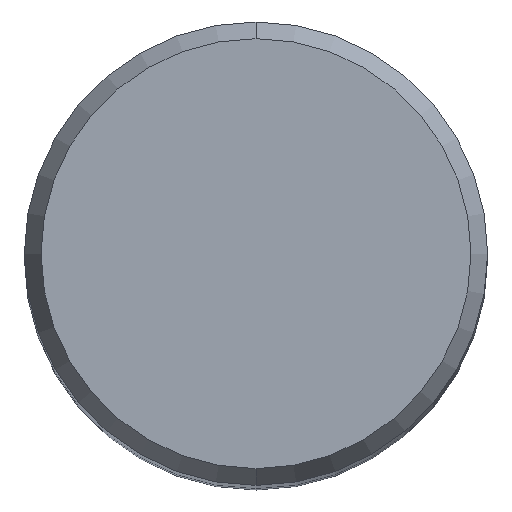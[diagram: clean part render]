
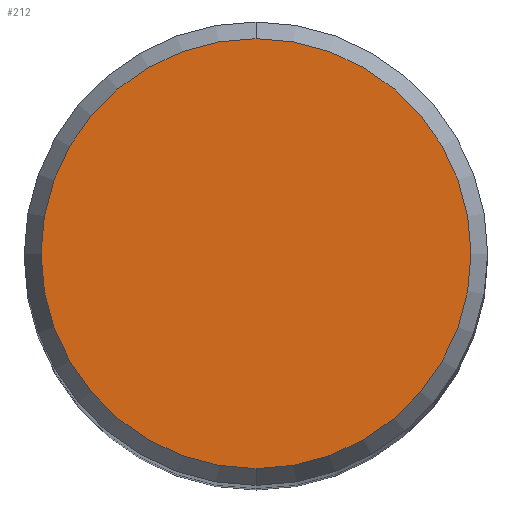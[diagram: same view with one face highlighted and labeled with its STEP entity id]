
A CAD part, top view. The second image highlights one B-rep face of the part: STEP entity #212.
In plain terms, the highlighted planar face has unit normal (0, 0, 1).
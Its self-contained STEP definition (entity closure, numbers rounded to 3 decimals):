
#212=ADVANCED_FACE('',(#467),#468,.T.);
#226=VERTEX_POINT('',#486);
#320=EDGE_CURVE('',#374,#226,#586,.T.);
#342=EDGE_CURVE('',#226,#374,#611,.T.);
#374=VERTEX_POINT('',#646);
#467=FACE_OUTER_BOUND('',#802,.T.);
#468=PLANE('',#803);
#486=CARTESIAN_POINT('',(0.0,7.423,0.0));
#586=CIRCLE('',#1107,7.423);
#611=CIRCLE('',#1165,7.423);
#646=CARTESIAN_POINT('',(0.,-7.423,0.0));
#802=EDGE_LOOP('',(#1336,#1337));
#803=AXIS2_PLACEMENT_3D('',#1338,#1339,#1340);
#1107=AXIS2_PLACEMENT_3D('',#1464,#1465,#1466);
#1165=AXIS2_PLACEMENT_3D('',#1502,#1503,#1504);
#1336=ORIENTED_EDGE('',*,*,#342,.F.);
#1337=ORIENTED_EDGE('',*,*,#320,.F.);
#1338=CARTESIAN_POINT('',(0.0,3.711,0.0));
#1339=DIRECTION('',(-0.0,0.0,1.0));
#1340=DIRECTION('',(0.0,-1.0,0.0));
#1464=CARTESIAN_POINT('',(0.0,0.0,0.0));
#1465=DIRECTION('',(0.0,0.0,-1.0));
#1466=DIRECTION('',(0.0,1.0,0.0));
#1502=CARTESIAN_POINT('',(0.0,0.0,0.0));
#1503=DIRECTION('',(0.0,0.0,-1.0));
#1504=DIRECTION('',(0.0,1.0,0.0));
